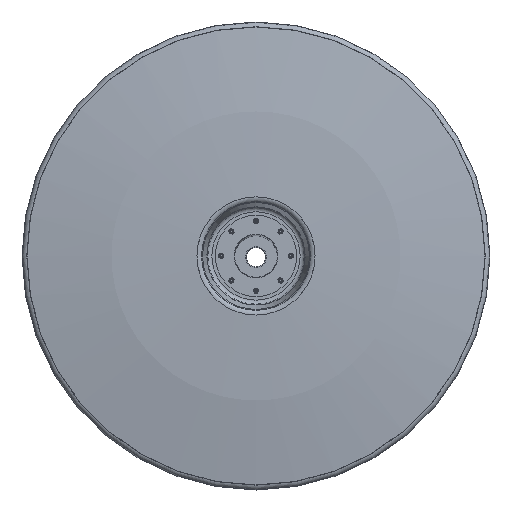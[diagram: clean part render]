
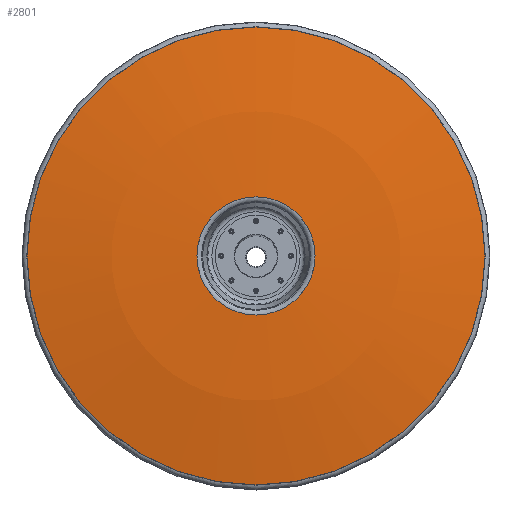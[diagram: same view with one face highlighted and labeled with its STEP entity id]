
A CAD part, top view. The second image highlights one B-rep face of the part: STEP entity #2801.
In plain terms, the highlighted toroidal (fillet/blend) face has major radius 187.457 mm and minor radius 3686 mm.
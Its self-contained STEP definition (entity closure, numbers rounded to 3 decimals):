
#2801=ADVANCED_FACE('',(#3854,#3856),#3858,.T.);
#3854=FACE_OUTER_BOUND('',#3855,.T.);
#3855=EDGE_LOOP('',(#13243));
#3856=FACE_OUTER_BOUND('',#3857,.T.);
#3857=EDGE_LOOP('',(#13244));
#3858=DEGENERATE_TOROIDAL_SURFACE('',#3859,187.457,3686.,.T.);
#3859=AXIS2_PLACEMENT_3D('',#3860,#3861,#3862);
#3860=CARTESIAN_POINT('',(0.,0.,-3587.407));
#3861=DIRECTION('',(0.,0.,1.));
#3862=DIRECTION('',(0.,-1.,0.));
#13243=ORIENTED_EDGE('',*,*,#14536,.F.);
#13244=ORIENTED_EDGE('',*,*,#14538,.T.);
#14536=EDGE_CURVE('',#15326,#15326,#15327,.T.);
#14538=EDGE_CURVE('',#15330,#15330,#15331,.T.);
#15326=VERTEX_POINT('',#18060);
#15327=CIRCLE('',#18061,214.658);
#15330=VERTEX_POINT('',#18070);
#15331=CIRCLE('',#18071,832.676);
#18060=CARTESIAN_POINT('',(0.,-214.658,98.493));
#18061=AXIS2_PLACEMENT_3D('',#18062,#18063,#18064);
#18062=CARTESIAN_POINT('',(0.,0.,98.493));
#18063=DIRECTION('',(0.,0.,1.));
#18064=DIRECTION('',(0.,-1.,0.));
#18070=CARTESIAN_POINT('',(0.,-832.676,41.682));
#18071=AXIS2_PLACEMENT_3D('',#18072,#18073,#18074);
#18072=CARTESIAN_POINT('',(0.,0.,41.682));
#18073=DIRECTION('',(0.,0.,1.));
#18074=DIRECTION('',(0.,-1.,0.));
